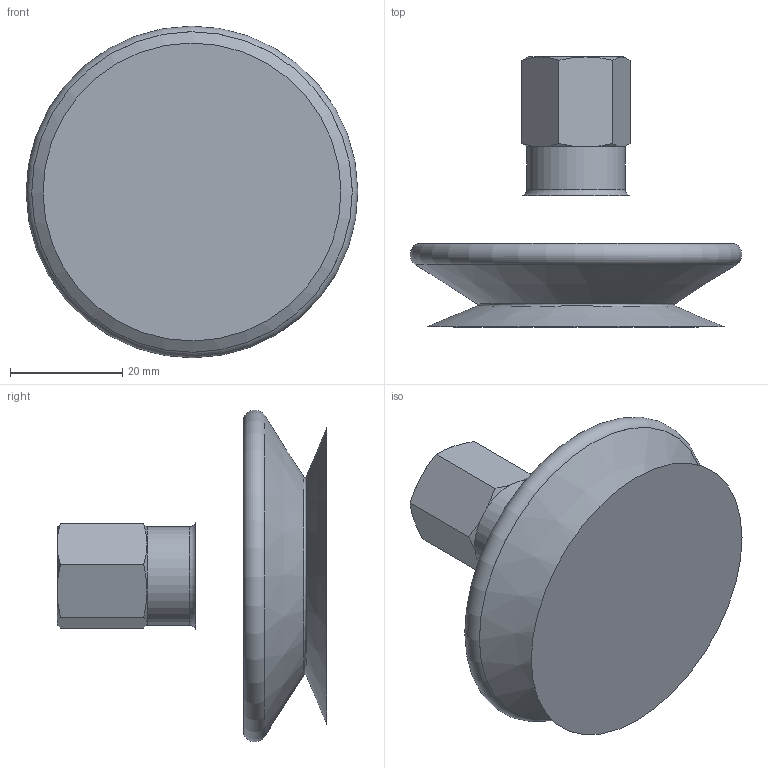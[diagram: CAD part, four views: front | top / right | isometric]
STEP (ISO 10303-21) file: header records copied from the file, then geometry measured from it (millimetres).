
FILE_DESCRIPTION(/* description */ (''),/* implementation_level */ '2;1');
FILE_NAME(/* name */ 'vf53nat_rac7r1-4h.stp',/* time_stamp */ '2024-05-17T12:23:55+02:00',/* author */ ('enginyeria3'),/* organization */ (''),/* preprocessor_version */ 'ST-DEVELOPER v20',/* originating_system */ 'Autodesk Inventor 2024',/* authorisation */ '');
FILE_SCHEMA (('AUTOMOTIVE_DESIGN { 1 0 10303 214 3 1 1 }'));
Length unit declared in the file: millimetre
Products named in the file (1): Pieza12
Bounding box: 59 x 48 x 59 mm (x, y, z)
Volume: 42135 mm3; surface area: 11305.6 mm2
Topology: 1 solids, 2 shells, 35 faces, 76 edges, 46 vertices
Faces by surface type: cone 18, plane 11, torus 3, cylinder 3
Full cylindrical faces by diameter (mm): 11 x1, 13 x1, 17.5 x1
Entity records: 994 total; most frequent: CARTESIAN_POINT 205, DIRECTION 159, ORIENTED_EDGE 150, EDGE_CURVE 75, AXIS2_PLACEMENT_3D 72, VERTEX_POINT 46, EDGE_LOOP 37, CIRCLE 36
